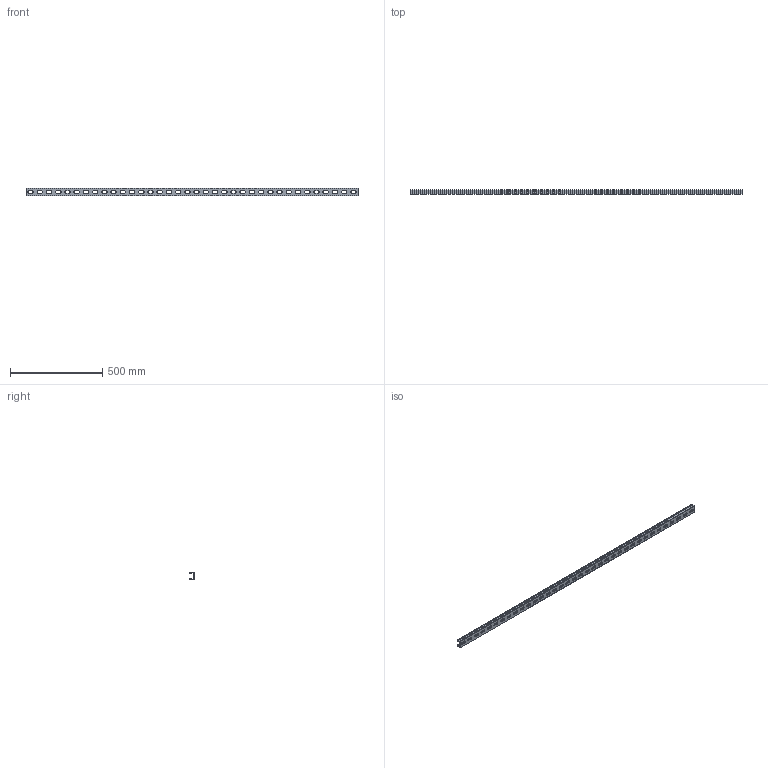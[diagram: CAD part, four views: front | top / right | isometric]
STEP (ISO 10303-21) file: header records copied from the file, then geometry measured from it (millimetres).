
FILE_DESCRIPTION(/* description */ (''),/* implementation_level */ '2;1');
FILE_NAME(/* name */ '',/* time_stamp */ '2023-05-15T15:00:43+03:00',/* author */ ('Man88'),/* organization */ (''),/* preprocessor_version */ 'ST-DEVELOPER v19.2',/* originating_system */ 'Autodesk Inventor 2023',/* authorisation */ '');
FILE_SCHEMA (('AUTOMOTIVE_DESIGN { 1 0 10303 214 3 1 1 }'));
Length unit declared in the file: millimetre
Products named in the file (1): Страт-профиль 
41-21-1800, STPU41-21-1800
Bounding box: 1800 x 22.79 x 41.3 mm (x, y, z)
Volume: 448794.7 mm3; surface area: 375474.5 mm2
Topology: 1 solids, 1 shells, 181 faces, 537 edges, 358 vertices
Faces by surface type: plane 98, cylinder 83
Entity records: 6465 total; most frequent: CARTESIAN_POINT 1077, ORIENTED_EDGE 1074, DIRECTION 1067, EDGE_CURVE 537, LINE 371, VECTOR 371, VERTEX_POINT 358, AXIS2_PLACEMENT_3D 348
